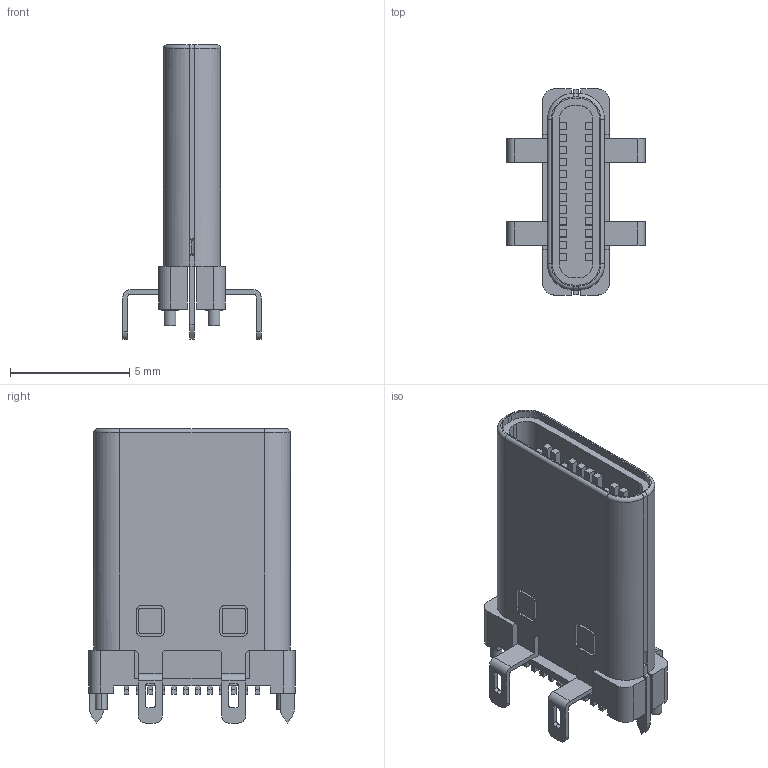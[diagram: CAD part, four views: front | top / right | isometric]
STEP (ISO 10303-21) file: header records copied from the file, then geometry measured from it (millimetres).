
FILE_DESCRIPTION (( 'STEP AP214' ), '1' );
FILE_NAME ('USB-C-SMD_USB-309GC-B-SU.step', '2022-07-15T09:33:18', ( '' ), ( '' ), 'SwSTEP 2.0', 'SolidWorks 2020', '' );
FILE_SCHEMA (( 'AUTOMOTIVE_DESIGN' ));
Length unit declared in the file: millimetre
Products named in the file (1): USB-C-SMD_USB-309GC-B-SU
Bounding box: 5.8 x 8.66 x 12.36 mm (x, y, z)
Volume: 142.6 mm3; surface area: 575.6 mm2
Topology: 14 solids, 14 shells, 864 faces, 2279 edges, 1510 vertices
Faces by surface type: plane 616, cylinder 128, bspline 116, torus 4
Entity records: 37358 total; most frequent: CARTESIAN_POINT 6834, ORIENTED_EDGE 4558, DIRECTION 3781, EDGE_CURVE 2279, LINE 1787, VECTOR 1787, VERTEX_POINT 1510, AXIS2_PLACEMENT_3D 997
